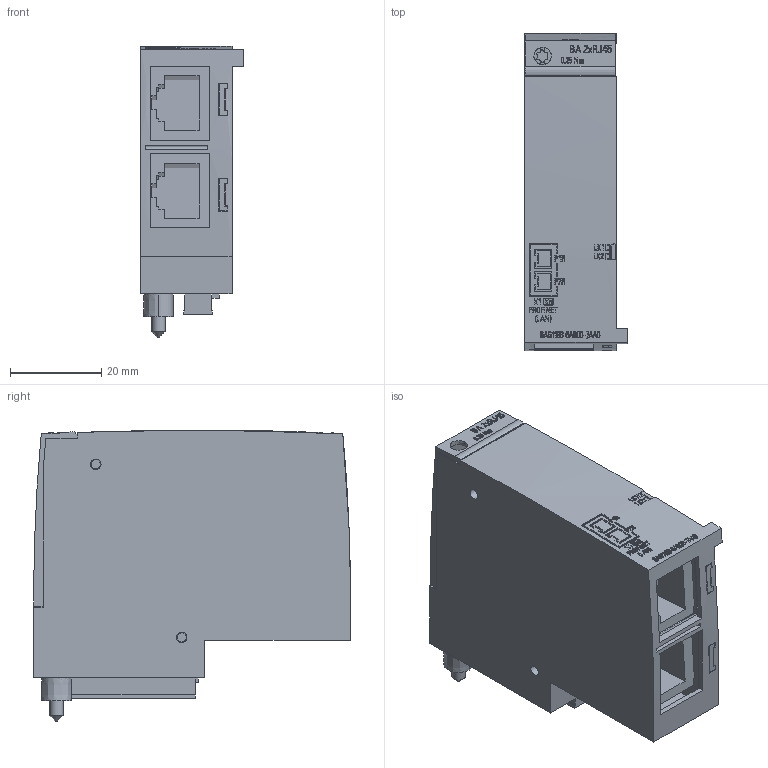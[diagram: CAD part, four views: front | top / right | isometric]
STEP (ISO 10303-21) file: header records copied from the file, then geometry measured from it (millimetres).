
FILE_DESCRIPTION(/* description */ (''),/* implementation_level */ '2;1');
FILE_NAME(/* name */ '6AG1193-6AR00-7AA0_3d.stp',/* time_stamp */ '2024-12-26T14:55:01+08:00',/* author */ (''),/* organization */ (''),/* preprocessor_version */ 'ST-DEVELOPER v18.101',/* originating_system */ 'SIEMENS PLM Software NX 2008',/* authorisation */ '');
FILE_SCHEMA (('AUTOMOTIVE_DESIGN { 1 0 10303 214 3 1 1 1 }'));
Products named in the file (3): A5E54280758A_RS-AA_001_1-labeling; A5E30906066A_RS-AA_002_2-box; A5E54280757A_RS-AA_001_1-CAx_6AG11936AR007AA0
Assembly tree (2 placements, depth 2):
  A5E54280757A_RS-AA_001_1-CAx_6AG11936AR007AA0
    A5E30906066A_RS-AA_002_2-box
    A5E54280758A_RS-AA_001_1-labeling
Bounding box: 22.5 x 69.3 x 63.66 mm (x, y, z)
Volume: 50442.3 mm3; surface area: 30894.2 mm2
Topology: 86 solids, 86 shells, 1807 faces, 4448 edges, 2885 vertices
Faces by surface type: plane 1326, cylinder 253, extrusion 225, cone 3
Full cylindrical faces by diameter (mm): 2.4 x2, 2.958 x2, 3.5 x6, 4 x2, 4.5 x2, 5 x1, 6 x2
Entity records: 69883 total; most frequent: CARTESIAN_POINT 19774, ORIENTED_EDGE 8808, DIRECTION 8142, EDGE_CURVE 4404, VECTOR 3406, LINE 3181, VERTEX_POINT 2872, AXIS2_PLACEMENT_3D 2368
